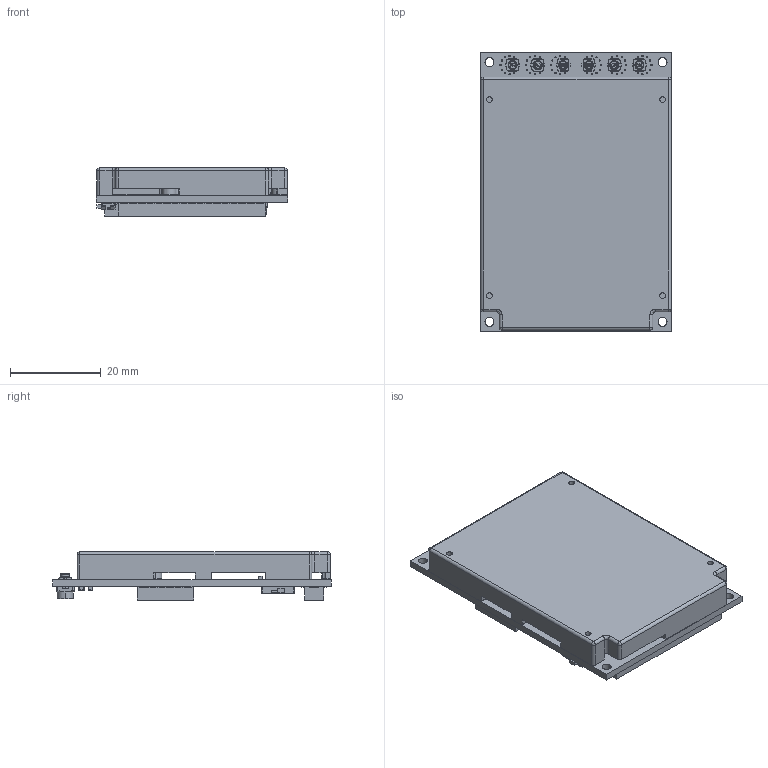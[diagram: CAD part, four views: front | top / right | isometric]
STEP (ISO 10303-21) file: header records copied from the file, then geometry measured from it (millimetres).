
FILE_DESCRIPTION (( 'STEP AP214' ), '1' );
FILE_NAME ('BytePipe X9002_Rev3_Size Reduced4Modeling.step', '2023-03-17T16:08:50', ( '' ), ( '' ), 'SwSTEP 2.0', 'SolidWorks 2018', '' );
FILE_SCHEMA (( 'AUTOMOTIVE_DESIGN' ));
Length unit declared in the file: millimetre
Products named in the file (54): BytePipe_Cover_Model_Rev3_RGB37055; C403; J404; J411; IC_ON_Semiconductor_NCP177AMX120TCG_eec_5; L409; C417; 44247_3; J405; J408; 7399008880; 925-144J-51PT; IC_ON_Semiconductor_NCP177AMX120TCG_eec_3; L417; Extruded; U_FL-R-SMT(10); SH1; Open CASCADE STEP translator 7.5 1.1.1; L306; J601; U407; J409; Y400; K3D-WR-40P-VF-N1-R1 JAE Connector Division Proprietary; Board; C335; IC_ON_Semiconductor_NCP177AMX120TCG_eec_4; J401; L403; C600; BytePipe X9002_Rev3_Size Reduced4Modeling; SW1; L400; IC_ON_Semiconductor_NCP177AMX120TCG_eec_6; 44247_2; IC_ON_Semiconductor_NCP177AMX120TCG_eec; J410; 1; 44247; AYZ0102AGRLC ...
Assembly tree (83 placements, depth 4):
  BytePipe X9002_Rev3_Size Reduced4Modeling
    Board
      Open CASCADE STEP translator 7.5 1.1.1
    SH1
      BytePipe_Cover_Model_Rev3_RGB37055
    U407
      IC_ON_Semiconductor_NCP177AMX120TCG_eec
      IC_ON_Semiconductor_NCP177AMX120TCG_eec_2
      IC_ON_Semiconductor_NCP177AMX120TCG_eec_3
      IC_ON_Semiconductor_NCP177AMX120TCG_eec_4
      IC_ON_Semiconductor_NCP177AMX120TCG_eec_5
      IC_ON_Semiconductor_NCP177AMX120TCG_eec_6
    J411
      925-144J-51PT
    J409
      925-144J-51PT
    J407
      925-144J-51PT
    J405
      925-144J-51PT
    J403
      925-144J-51PT
    J401
      925-144J-51PT
    SW1
      AYZ0102AGRLC
        1
    C600
      CAP_CERM_0402
    J601
      K3D-WR-40P-VF-N1-R1 JAE Connector Division Proprietary
    Y400
      7399008880
        Extruded
    J600
      K3D-WR-120P-VF-N1-R1 JAE Connector Division Proprietary
    L306
      44247
      44247_2
      44247_3
    C335
      CAP_CERM_0402
    L417
      44247
      44247_2
      44247_3
    L409
      44247
      44247_2
      44247_3
    L406
      44247
      44247_2
      44247_3
    L403
      44247
      44247_2
      44247_3
    L400
      44247
Bounding box: 42.16 x 61.21 x 10.63 mm (x, y, z)
Volume: 8935.9 mm3; surface area: 14700.2 mm2
Topology: 49 solids, 49 shells, 3613 faces, 9377 edges, 5749 vertices
Faces by surface type: plane 2074, cylinder 1148, bspline 296, cone 95
Entity records: 81465 total; most frequent: CARTESIAN_POINT 13922, ORIENTED_EDGE 12562, DIRECTION 12383, EDGE_CURVE 6281, LINE 4833, VECTOR 4833, VERTEX_POINT 4004, AXIS2_PLACEMENT_3D 3775
